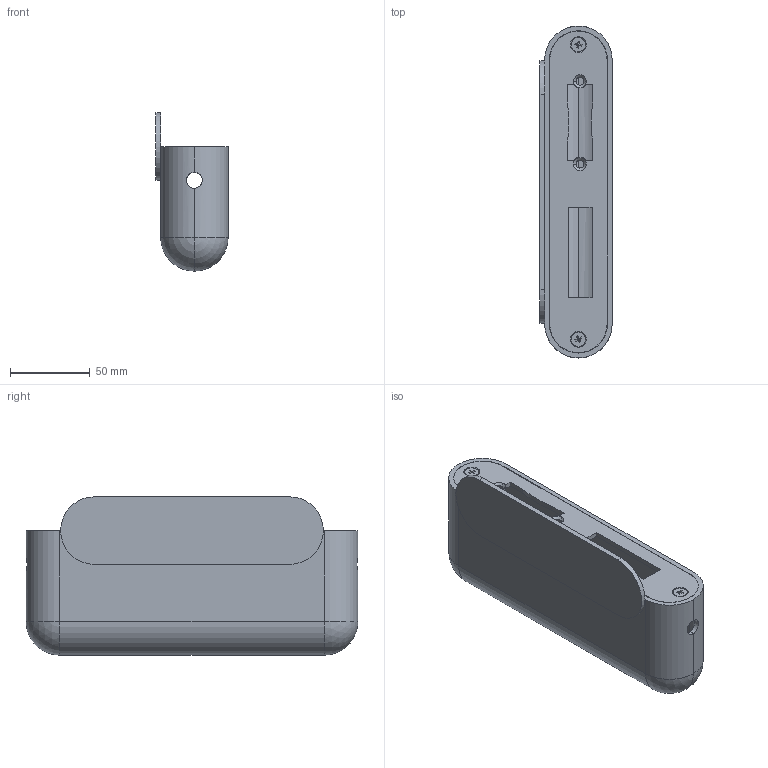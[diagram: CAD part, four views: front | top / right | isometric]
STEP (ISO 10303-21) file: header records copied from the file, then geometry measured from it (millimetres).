
FILE_DESCRIPTION (( 'STEP AP203' ), '1' );
FILE_NAME ('59111-240.STEP', '2021-03-24T14:25:48', ( '' ), ( '' ), 'SwSTEP 2.0', 'SolidWorks 2018', '' );
FILE_SCHEMA (( 'CONFIG_CONTROL_DESIGN' ));
Length unit declared in the file: millimetre
Products named in the file (8): 59111-240 Teil1; 59111-240 Teil1_59111-240 Teil1; DIN 965; DIN 965_DIN 965 M5x10; 59111-240; 59111-240 Teil2; 59111-240 Teil2_59111-240 Teil2
Assembly tree (4 placements, depth 2):
  59111-240 Teil1
  DIN 965
  59111-240
    59111-240 Teil1_59111-240 Teil1
    59111-240 Teil2_59111-240 Teil2
    DIN 965_DIN 965 M5x10  x2
  59111-240 Teil2
  DIN 965
Bounding box: 45.4 x 208.4 x 99.4 mm (x, y, z)
Volume: 154684.1 mm3; surface area: 101892.8 mm2
Topology: 4 solids, 4 shells, 394 faces, 1043 edges, 668 vertices
Faces by surface type: plane 191, bspline 100, cylinder 67, cone 28, sphere 8
Entity records: 16137 total; most frequent: CARTESIAN_POINT 6850, ORIENTED_EDGE 1946, DIRECTION 1503, EDGE_CURVE 973, VERTEX_POINT 630, LINE 525, VECTOR 525, AXIS2_PLACEMENT_3D 489
